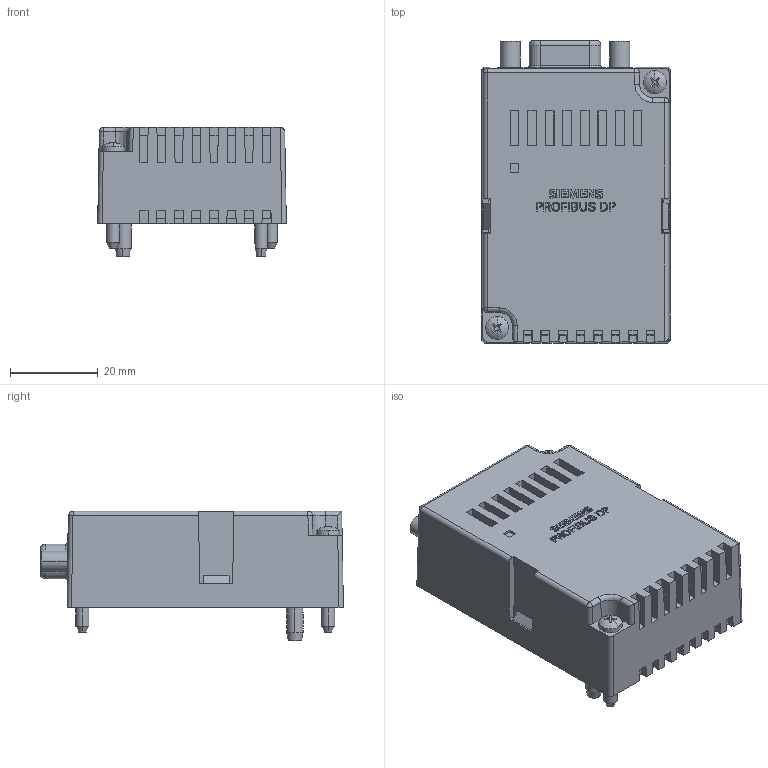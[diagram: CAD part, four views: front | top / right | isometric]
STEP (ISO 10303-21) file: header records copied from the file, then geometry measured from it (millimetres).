
FILE_DESCRIPTION(('STEP AP214'),'1');
FILE_NAME('cctmp_FE0387C4-BDD7-49B7-8C70-9EC568B0C6EA_2023_07_22_12_15_54_0737..stp','2023-07-22T10:15:59',('SIEMENS A&D'),('CADClick - www.CADClick.com'),'Spatial InterOp 3D postprocessed',' ','unknown authorization');
FILE_SCHEMA(('AUTOMOTIVE_DESIGN'));
Length unit declared in the file: millimetre
Products named in the file (420): cc_unnamed; 2023_07_22_12_15_54_0640; 2023_07_22_12_15_54_0636; 2023_07_22_12_15_54_0632; 2023_07_22_12_15_54_0628; 2023_07_22_12_15_54_0624; 2023_07_22_12_15_54_0620; 2023_07_22_12_15_54_0616; 2023_07_22_12_15_54_0612; 2023_07_22_12_15_54_0608; 2023_07_22_12_15_54_0604; 2023_07_22_12_15_54_0600; 2023_07_22_12_15_54_0596; 2023_07_22_12_15_54_0592; 2023_07_22_12_15_54_0588; 2023_07_22_12_15_54_0584; 2023_07_22_12_15_54_0580; 2023_07_22_12_15_54_0576; 2023_07_22_12_15_54_0572; 2023_07_22_12_15_54_0568; 2023_07_22_12_15_54_0564; 2023_07_22_12_15_54_0560; 2023_07_22_12_15_54_0556; 2023_07_22_12_15_54_0552; 2023_07_22_12_15_54_0548; 2023_07_22_12_15_54_0544; 2023_07_22_12_15_54_0540; 2023_07_22_12_15_54_0536; 2023_07_22_12_15_54_0532; 2023_07_22_12_15_54_0528; 2023_07_22_12_15_54_0524; 2023_07_22_12_15_54_0520; 2023_07_22_12_15_54_0516; 2023_07_22_12_15_54_0512; 2023_07_22_12_15_54_0508; 2023_07_22_12_15_54_0504; 2023_07_22_12_15_54_0500; 2023_07_22_12_15_54_0496; 2023_07_22_12_15_54_0492; 2023_07_22_12_15_54_0488 ...
Assembly tree (419 placements, depth 2):
  cc_unnamed
    2023_07_22_12_15_54_0640
    2023_07_22_12_15_54_0636
    2023_07_22_12_15_54_0632
    2023_07_22_12_15_54_0628
    2023_07_22_12_15_54_0624
    2023_07_22_12_15_54_0620
    2023_07_22_12_15_54_0616
    2023_07_22_12_15_54_0612
    2023_07_22_12_15_54_0608
    2023_07_22_12_15_54_0604
    2023_07_22_12_15_54_0600
    2023_07_22_12_15_54_0596
    2023_07_22_12_15_54_0592
    2023_07_22_12_15_54_0588
    2023_07_22_12_15_54_0584
    2023_07_22_12_15_54_0580
    2023_07_22_12_15_54_0576
    2023_07_22_12_15_54_0572
    2023_07_22_12_15_54_0568
    2023_07_22_12_15_54_0564
    2023_07_22_12_15_54_0560
    2023_07_22_12_15_54_0556
    2023_07_22_12_15_54_0552
    2023_07_22_12_15_54_0548
    2023_07_22_12_15_54_0544
    2023_07_22_12_15_54_0540
    2023_07_22_12_15_54_0536
    2023_07_22_12_15_54_0532
    2023_07_22_12_15_54_0528
    2023_07_22_12_15_54_0524
    2023_07_22_12_15_54_0520
    2023_07_22_12_15_54_0516
    2023_07_22_12_15_54_0512
    2023_07_22_12_15_54_0508
    2023_07_22_12_15_54_0504
    2023_07_22_12_15_54_0500
    2023_07_22_12_15_54_0496
    2023_07_22_12_15_54_0492
    2023_07_22_12_15_54_0488
    2023_07_22_12_15_54_0484
    2023_07_22_12_15_54_0480
    2023_07_22_12_15_54_0476
    2023_07_22_12_15_54_0472
    2023_07_22_12_15_54_0468
    2023_07_22_12_15_54_0464
    2023_07_22_12_15_54_0460
    2023_07_22_12_15_54_0456
    2023_07_22_12_15_54_0452
    2023_07_22_12_15_54_0448
    2023_07_22_12_15_54_0444
    2023_07_22_12_15_54_0440
    2023_07_22_12_15_54_0436
    2023_07_22_12_15_54_0432
    2023_07_22_12_15_54_0428
    2023_07_22_12_15_54_0424
    2023_07_22_12_15_54_0420
    2023_07_22_12_15_54_0416
    2023_07_22_12_15_54_0412
    2023_07_22_12_15_54_0403
Bounding box: 43 x 69.02 x 29.55 mm (x, y, z)
Volume: 56920.8 mm3; surface area: 19933.6 mm2
Topology: 1 solids, 6 shells, 1633 faces, 4931 edges, 3747 vertices
Faces by surface type: plane 1004, cylinder 319, extrusion 173, cone 87, torus 32, bspline 12, sphere 6
Entity records: 73772 total; most frequent: CARTESIAN_POINT 14347, ORIENTED_EDGE 9014, DIRECTION 8820, EDGE_CURVE 4507, VECTOR 3342, LINE 3169, VERTEX_POINT 2911, AXIS2_PLACEMENT_3D 2739
